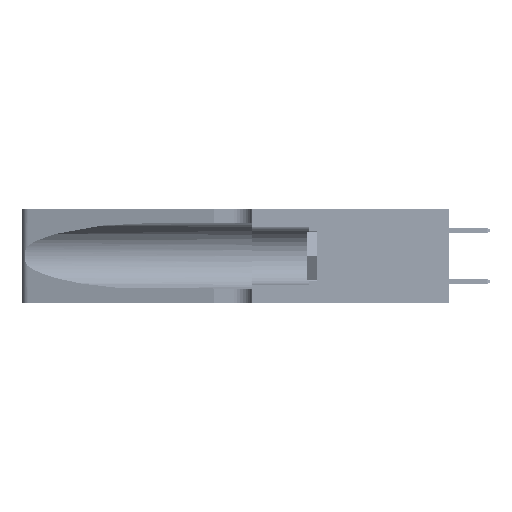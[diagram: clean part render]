
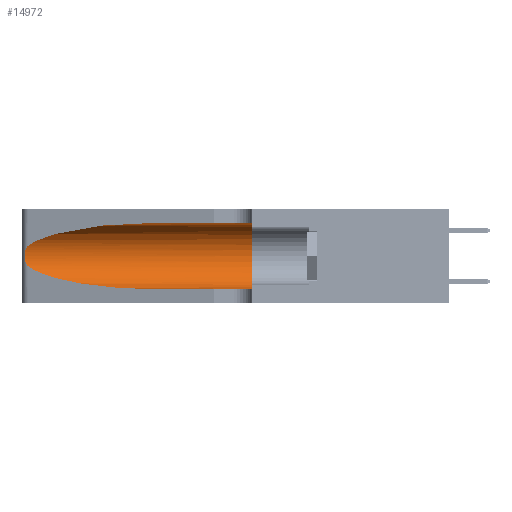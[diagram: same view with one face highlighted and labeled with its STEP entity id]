
A CAD part, left-side view. The second image highlights one B-rep face of the part: STEP entity #14972.
In plain terms, the highlighted cylindrical face has radius 3.308 mm (diameter 6.617 mm), a partial arc.
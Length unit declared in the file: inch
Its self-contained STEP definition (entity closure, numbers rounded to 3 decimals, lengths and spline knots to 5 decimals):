
#253 = VECTOR ( 'NONE', #46437, 39.37008 ) ;
#824 = CARTESIAN_POINT ( 'NONE',  ( 0.25487, 1.22718, 0.14631 ) ) ;
#2968 = DIRECTION ( 'NONE',  ( 0., -1., 0. ) ) ;
#4639 = CARTESIAN_POINT ( 'NONE',  ( 0.25639, 1.23184, 0.21858 ) ) ;
#4671 = VERTEX_POINT ( 'NONE', #8810 ) ;
#5327 = CARTESIAN_POINT ( 'NONE',  ( 0.25487, 1.22718, 0.22369 ) ) ;
#6071 = CARTESIAN_POINT ( 'NONE',  ( 0.25487, 1.22718, 0.22369 ) ) ;
#7302 = ORIENTED_EDGE ( 'NONE', *, *, #23717, .T. ) ;
#7576 = VERTEX_POINT ( 'NONE', #40802 ) ;
#8569 = EDGE_CURVE ( 'NONE', #7576, #4671, #16348, .T. ) ;
#8593 = CARTESIAN_POINT ( 'NONE',  ( 0.25854, 1.2359, 0.20912 ) ) ;
#8810 = CARTESIAN_POINT ( 'NONE',  ( 0.1305, 0.35, 0.05475 ) ) ;
#10448 = EDGE_CURVE ( 'NONE', #49734, #7576, #14387, .T. ) ;
#11011 = ORIENTED_EDGE ( 'NONE', *, *, #8569, .F. ) ;
#11034 = DIRECTION ( 'NONE',  ( 0., 0., -1. ) ) ;
#11519 = EDGE_CURVE ( 'NONE', #49734, #49121, #14003, .T. ) ;
#12199 = DIRECTION ( 'NONE',  ( 0., 1., 0. ) ) ;
#12560 = CARTESIAN_POINT ( 'NONE',  ( 0.26075, 1.23896, 0.19203 ) ) ;
#13733 = CYLINDRICAL_SURFACE ( 'NONE', #22736, 0.13025 ) ;
#13818 = CARTESIAN_POINT ( 'NONE',  ( 0.2373, 1.15595, 0.28018 ) ) ;
#14003 =( BOUNDED_CURVE ( )  B_SPLINE_CURVE ( 3, ( #29680, #49228, #13818, #6071 ),
 .UNSPECIFIED., .F., .T. ) 
 B_SPLINE_CURVE_WITH_KNOTS ( ( 4, 4 ),
 ( 1.5708, 2.84003 ),
 .UNSPECIFIED. ) 
 CURVE ( )  GEOMETRIC_REPRESENTATION_ITEM ( )  RATIONAL_B_SPLINE_CURVE ( ( 1., 0.87, 0.87, 1. ) ) 
 REPRESENTATION_ITEM ( '' )  );
#14387 = LINE ( 'NONE', #35292, #44592 ) ;
#14972 = ADVANCED_FACE ( 'NONE', ( #34713 ), #13733, .F. ) ;
#16332 = ORIENTED_EDGE ( 'NONE', *, *, #10448, .F. ) ;
#16348 = CIRCLE ( 'NONE', #19901, 0.13025 ) ;
#16502 = ORIENTED_EDGE ( 'NONE', *, *, #45387, .T. ) ;
#16523 = CARTESIAN_POINT ( 'NONE',  ( 0.26017, 1.23833, 0.17102 ) ) ;
#18891 = CARTESIAN_POINT ( 'NONE',  ( 0.1305, 1.61858, 0.05475 ) ) ;
#19901 = AXIS2_PLACEMENT_3D ( 'NONE', #35800, #12199, #39758 ) ;
#20012 = LINE ( 'NONE', #18891, #253 ) ;
#20323 = CARTESIAN_POINT ( 'NONE',  ( 0.25487, 1.22718, 0.22369 ) ) ;
#20498 = CARTESIAN_POINT ( 'NONE',  ( 0.25789, 1.23486, 0.15765 ) ) ;
#21313 = EDGE_CURVE ( 'NONE', #49121, #43910, #37686, .T. ) ;
#22185 = CARTESIAN_POINT ( 'NONE',  ( 0.1305, 0.72297, 0.05475 ) ) ;
#22673 = EDGE_LOOP ( 'NONE', ( #37563, #47471, #16502, #7302, #11011, #16332 ) ) ;
#22736 = AXIS2_PLACEMENT_3D ( 'NONE', #34652, #2968, #11034 ) ;
#23717 = EDGE_CURVE ( 'NONE', #42344, #4671, #20012, .T. ) ;
#24458 = CARTESIAN_POINT ( 'NONE',  ( 0.25555, 1.22993, 0.14849 ) ) ;
#24731 =( BOUNDED_CURVE ( )  B_SPLINE_CURVE ( 3, ( #44332, #32467, #48408, #24842 ),
 .UNSPECIFIED., .F., .F. ) 
 B_SPLINE_CURVE_WITH_KNOTS ( ( 4, 4 ),
 ( 3.44316, 4.71239 ),
 .UNSPECIFIED. ) 
 CURVE ( )  GEOMETRIC_REPRESENTATION_ITEM ( )  RATIONAL_B_SPLINE_CURVE ( ( 1., 0.87, 0.87, 1. ) ) 
 REPRESENTATION_ITEM ( '' )  );
#24842 = CARTESIAN_POINT ( 'NONE',  ( 0.1305, 0.72297, 0.05475 ) ) ;
#29680 = CARTESIAN_POINT ( 'NONE',  ( 0.1305, 0.72297, 0.31525 ) ) ;
#31511 = DIRECTION ( 'NONE',  ( 0., -1., 0. ) ) ;
#32226 = CARTESIAN_POINT ( 'NONE',  ( 0.25787, 1.23484, 0.2124 ) ) ;
#32467 = CARTESIAN_POINT ( 'NONE',  ( 0.2373, 1.15595, 0.08982 ) ) ;
#34652 = CARTESIAN_POINT ( 'NONE',  ( 0.1305, 1.61858, 0.185 ) ) ;
#34713 = FACE_OUTER_BOUND ( 'NONE', #22673, .T. ) ;
#35292 = CARTESIAN_POINT ( 'NONE',  ( 0.1305, 1.61858, 0.31525 ) ) ;
#35800 = CARTESIAN_POINT ( 'NONE',  ( 0.1305, 0.35, 0.185 ) ) ;
#36197 = CARTESIAN_POINT ( 'NONE',  ( 0.26018, 1.23835, 0.19895 ) ) ;
#37563 = ORIENTED_EDGE ( 'NONE', *, *, #11519, .T. ) ;
#37686 = B_SPLINE_CURVE_WITH_KNOTS ( 'NONE', 3,
 ( #20323, #43772, #4639, #32226, #8593, #36197, #12560, #40143, #16523, #44098, #20498, #48014, #24458, #824 ),
 .UNSPECIFIED., .F., .F.,
 ( 4, 2, 2, 2, 2, 2, 4 ),
 ( 0., 0.00027, 0.00053, 0.00107, 0.0016, 0.00187, 0.00214 ),
 .UNSPECIFIED. ) ;
#39758 = DIRECTION ( 'NONE',  ( 0., 0., 1. ) ) ;
#40143 = CARTESIAN_POINT ( 'NONE',  ( 0.26075, 1.23896, 0.178 ) ) ;
#40802 = CARTESIAN_POINT ( 'NONE',  ( 0.1305, 0.35, 0.31525 ) ) ;
#42344 = VERTEX_POINT ( 'NONE', #22185 ) ;
#43258 = CARTESIAN_POINT ( 'NONE',  ( 0.25487, 1.22718, 0.14631 ) ) ;
#43772 = CARTESIAN_POINT ( 'NONE',  ( 0.25555, 1.22994, 0.2215 ) ) ;
#43910 = VERTEX_POINT ( 'NONE', #43258 ) ;
#44098 = CARTESIAN_POINT ( 'NONE',  ( 0.25856, 1.23593, 0.16098 ) ) ;
#44236 = CARTESIAN_POINT ( 'NONE',  ( 0.1305, 0.72297, 0.31525 ) ) ;
#44332 = CARTESIAN_POINT ( 'NONE',  ( 0.25487, 1.22718, 0.14631 ) ) ;
#44592 = VECTOR ( 'NONE', #31511, 39.37008 ) ;
#45387 = EDGE_CURVE ( 'NONE', #43910, #42344, #24731, .T. ) ;
#46437 = DIRECTION ( 'NONE',  ( 0., -1., 0. ) ) ;
#47471 = ORIENTED_EDGE ( 'NONE', *, *, #21313, .T. ) ;
#48014 = CARTESIAN_POINT ( 'NONE',  ( 0.25639, 1.23186, 0.15144 ) ) ;
#48408 = CARTESIAN_POINT ( 'NONE',  ( 0.18966, 0.96281, 0.05475 ) ) ;
#49121 = VERTEX_POINT ( 'NONE', #5327 ) ;
#49228 = CARTESIAN_POINT ( 'NONE',  ( 0.18966, 0.96281, 0.31525 ) ) ;
#49734 = VERTEX_POINT ( 'NONE', #44236 ) ;
